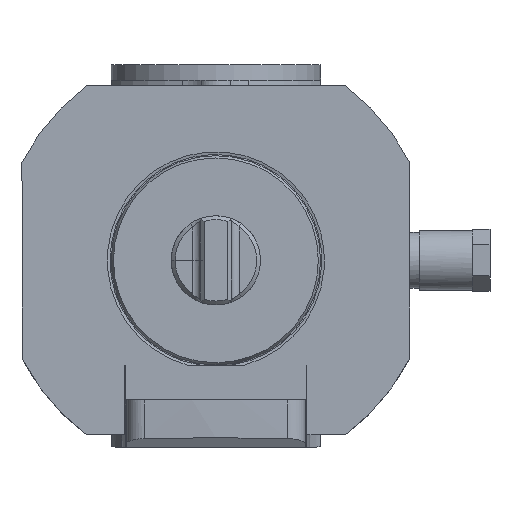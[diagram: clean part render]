
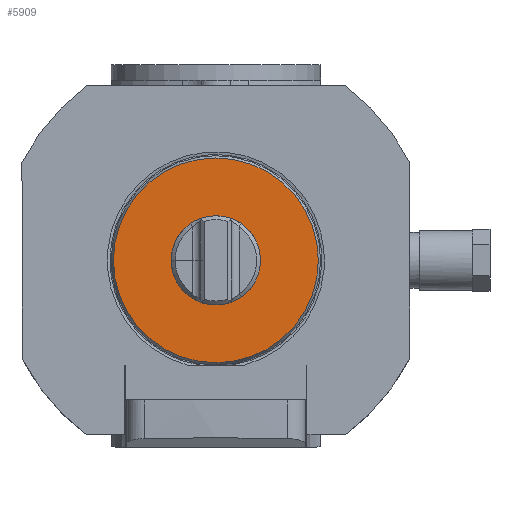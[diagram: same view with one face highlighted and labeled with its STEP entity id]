
A CAD part, front view. The second image highlights one B-rep face of the part: STEP entity #5909.
In plain terms, the highlighted planar face has unit normal (0, -1, 0).
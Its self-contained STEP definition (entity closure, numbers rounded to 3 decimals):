
#1264 = PLANE ( 'NONE',  #14477 ) ;
#2215 = DIRECTION ( 'NONE',  ( 0., 0., -1. ) ) ;
#3005 = ORIENTED_EDGE ( 'NONE', *, *, #3127, .T. ) ;
#3127 = EDGE_CURVE ( 'NONE', #3580, #3580, #19909, .T. ) ;
#3580 = VERTEX_POINT ( 'NONE', #5995 ) ;
#5057 = VERTEX_POINT ( 'NONE', #23085 ) ;
#5487 = EDGE_LOOP ( 'NONE', ( #3005 ) ) ;
#5909 = ADVANCED_FACE ( 'Defeature completata2_15', ( #10849, #15399 ), #1264, .T. ) ;
#5995 = CARTESIAN_POINT ( 'NONE',  ( 26.423, -115., 0. ) ) ;
#9032 = DIRECTION ( 'NONE',  ( 0., 1., 0. ) ) ;
#10684 = DIRECTION ( 'NONE',  ( 1., 0., 0. ) ) ;
#10849 = FACE_BOUND ( 'NONE', #20386, .T. ) ;
#13313 = CARTESIAN_POINT ( 'NONE',  ( 0., -115., 0. ) ) ;
#14477 = AXIS2_PLACEMENT_3D ( 'NONE', #15100, #20073, #10684 ) ;
#15100 = CARTESIAN_POINT ( 'NONE',  ( 0., -115., 0. ) ) ;
#15399 = FACE_OUTER_BOUND ( 'NONE', #5487, .T. ) ;
#15854 = CIRCLE ( 'NONE', #24035, 11.5 ) ;
#16573 = CARTESIAN_POINT ( 'NONE',  ( 0., -115., 0. ) ) ;
#19139 = DIRECTION ( 'NONE',  ( 0., -1., 0. ) ) ;
#19909 = CIRCLE ( 'NONE', #25182, 26.423 ) ;
#20073 = DIRECTION ( 'NONE',  ( 0., -1., 0. ) ) ;
#20386 = EDGE_LOOP ( 'NONE', ( #26221 ) ) ;
#23085 = CARTESIAN_POINT ( 'NONE',  ( 0., -115., -11.5 ) ) ;
#23496 = DIRECTION ( 'NONE',  ( 1., 0., 0. ) ) ;
#24035 = AXIS2_PLACEMENT_3D ( 'NONE', #13313, #9032, #2215 ) ;
#24972 = EDGE_CURVE ( 'NONE', #5057, #5057, #15854, .T. ) ;
#25182 = AXIS2_PLACEMENT_3D ( 'NONE', #16573, #19139, #23496 ) ;
#26221 = ORIENTED_EDGE ( 'NONE', *, *, #24972, .T. ) ;
